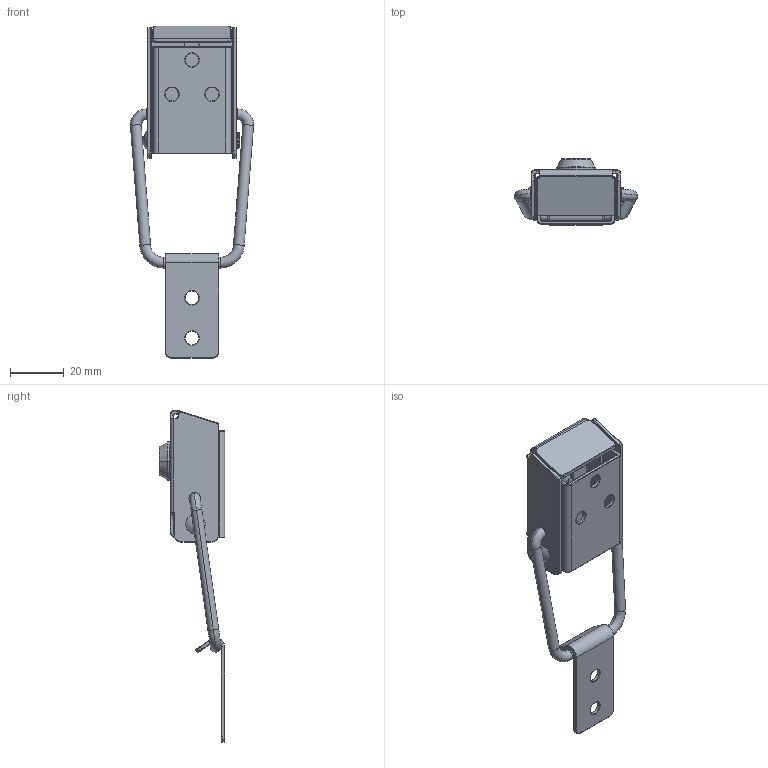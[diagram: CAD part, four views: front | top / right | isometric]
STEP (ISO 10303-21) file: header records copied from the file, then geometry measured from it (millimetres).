
FILE_DESCRIPTION (( 'STEP AP214' ), '1' );
FILE_NAME ('TSL-001.STEP', '2022-08-26T06:02:13', ( '' ), ( '' ), 'SwSTEP 2.0', 'SolidWorks 2016', '' );
FILE_SCHEMA (( 'AUTOMOTIVE_DESIGN' ));
Length unit declared in the file: millimetre
Products named in the file (10): 奻釱; 熵陑瞎(蹟忕蹟緲); 菁啣; 熵陑瞎; 脣誏; 熵陑瞎(蹟忕); 踚虐諶; 玅屳; TSL-001; 熵陑瞎(蹟譫)
Assembly tree (9 placements, depth 2):
  TSL-001
    菁啣
    玅屳
    踚虐諶
    熵陑瞎
    熵陑瞎(蹟譫)
    熵陑瞎(蹟忕)
    熵陑瞎(蹟忕蹟緲)
    奻釱
    脣誏
Bounding box: 45.96 x 24.5 x 124.05 mm (x, y, z)
Volume: 13522.8 mm3; surface area: 19078.3 mm2
Topology: 9 solids, 10 shells, 891 faces, 2010 edges, 1110 vertices
Faces by surface type: cylinder 357, torus 301, plane 131, sphere 51, bspline 40, cone 11
Entity records: 26553 total; most frequent: CARTESIAN_POINT 5986, DIRECTION 4835, ORIENTED_EDGE 3938, AXIS2_PLACEMENT_3D 2099, EDGE_CURVE 1969, CIRCLE 1236, VERTEX_POINT 1110, EDGE_LOOP 935
